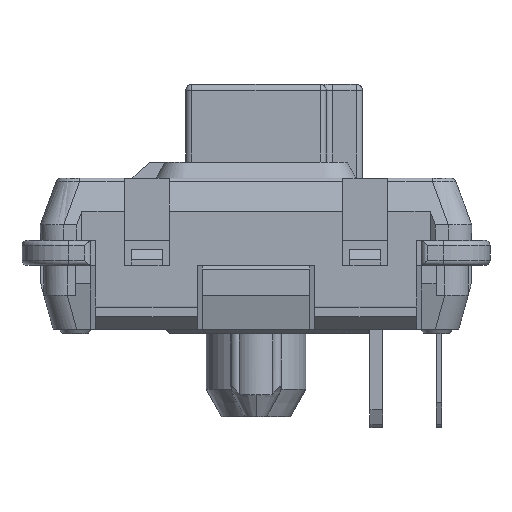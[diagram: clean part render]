
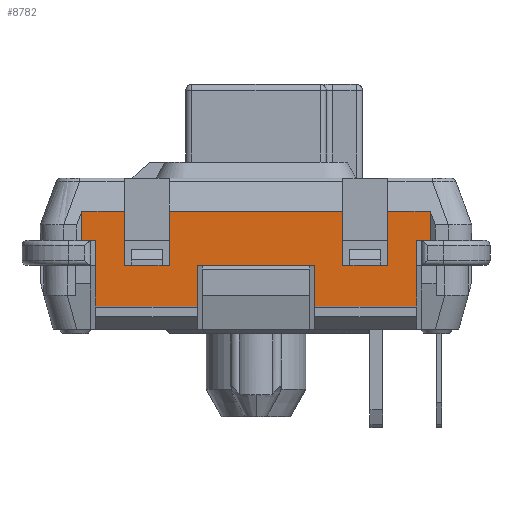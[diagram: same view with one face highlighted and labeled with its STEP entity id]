
A CAD part, left-side view. The second image highlights one B-rep face of the part: STEP entity #8782.
In plain terms, the highlighted planar face has unit normal (-1, 0, 0).
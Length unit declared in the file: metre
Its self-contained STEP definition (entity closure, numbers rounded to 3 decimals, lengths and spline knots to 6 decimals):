
#254=PLANE('',#9376);
#1398=ORIENTED_EDGE('',*,*,#3775,.F.);
#1399=ORIENTED_EDGE('',*,*,#3770,.F.);
#1400=ORIENTED_EDGE('',*,*,#3742,.T.);
#1401=ORIENTED_EDGE('',*,*,#3776,.F.);
#1402=ORIENTED_EDGE('',*,*,#3777,.T.);
#1403=ORIENTED_EDGE('',*,*,#3778,.F.);
#1404=ORIENTED_EDGE('',*,*,#3779,.F.);
#1405=ORIENTED_EDGE('',*,*,#3780,.F.);
#1406=ORIENTED_EDGE('',*,*,#3781,.T.);
#1407=ORIENTED_EDGE('',*,*,#3782,.F.);
#1408=ORIENTED_EDGE('',*,*,#3783,.F.);
#1409=ORIENTED_EDGE('',*,*,#3784,.F.);
#1410=ORIENTED_EDGE('',*,*,#3599,.T.);
#1411=ORIENTED_EDGE('',*,*,#3785,.F.);
#1412=ORIENTED_EDGE('',*,*,#3729,.T.);
#1413=ORIENTED_EDGE('',*,*,#3493,.F.);
#1414=ORIENTED_EDGE('',*,*,#3766,.F.);
#1415=ORIENTED_EDGE('',*,*,#3786,.F.);
#1416=ORIENTED_EDGE('',*,*,#3787,.T.);
#1417=ORIENTED_EDGE('',*,*,#3788,.F.);
#3493=EDGE_CURVE('',#4796,#4797,#5609,.T.);
#3599=EDGE_CURVE('',#4878,#4877,#5695,.T.);
#3729=EDGE_CURVE('',#4955,#4797,#5805,.T.);
#3742=EDGE_CURVE('',#4963,#4962,#5818,.T.);
#3766=EDGE_CURVE('',#4980,#4796,#5842,.T.);
#3770=EDGE_CURVE('',#4963,#4982,#5846,.T.);
#3775=EDGE_CURVE('',#4982,#4984,#5851,.T.);
#3776=EDGE_CURVE('',#4985,#4962,#5852,.T.);
#3777=EDGE_CURVE('',#4985,#4986,#5853,.T.);
#3778=EDGE_CURVE('',#4987,#4986,#5854,.T.);
#3779=EDGE_CURVE('',#4988,#4987,#5855,.T.);
#3780=EDGE_CURVE('',#4989,#4988,#5856,.T.);
#3781=EDGE_CURVE('',#4989,#4990,#5857,.T.);
#3782=EDGE_CURVE('',#4991,#4990,#5858,.T.);
#3783=EDGE_CURVE('',#4992,#4991,#5859,.T.);
#3784=EDGE_CURVE('',#4878,#4992,#5860,.T.);
#3785=EDGE_CURVE('',#4955,#4877,#5861,.T.);
#3786=EDGE_CURVE('',#4993,#4980,#5862,.T.);
#3787=EDGE_CURVE('',#4993,#4994,#5863,.T.);
#3788=EDGE_CURVE('',#4984,#4994,#5864,.T.);
#4796=VERTEX_POINT('',#12859);
#4797=VERTEX_POINT('',#12860);
#4877=VERTEX_POINT('',#13212);
#4878=VERTEX_POINT('',#13214);
#4955=VERTEX_POINT('',#13474);
#4962=VERTEX_POINT('',#13493);
#4963=VERTEX_POINT('',#13495);
#4980=VERTEX_POINT('',#13539);
#4982=VERTEX_POINT('',#13547);
#4984=VERTEX_POINT('',#13557);
#4985=VERTEX_POINT('',#13559);
#4986=VERTEX_POINT('',#13561);
#4987=VERTEX_POINT('',#13563);
#4988=VERTEX_POINT('',#13565);
#4989=VERTEX_POINT('',#13567);
#4990=VERTEX_POINT('',#13569);
#4991=VERTEX_POINT('',#13571);
#4992=VERTEX_POINT('',#13573);
#4993=VERTEX_POINT('',#13577);
#4994=VERTEX_POINT('',#13579);
#5609=LINE('',#12858,#6619);
#5695=LINE('',#13213,#6705);
#5805=LINE('',#13473,#6815);
#5818=LINE('',#13494,#6828);
#5842=LINE('',#13540,#6852);
#5846=LINE('',#13546,#6856);
#5851=LINE('',#13556,#6861);
#5852=LINE('',#13558,#6862);
#5853=LINE('',#13560,#6863);
#5854=LINE('',#13562,#6864);
#5855=LINE('',#13564,#6865);
#5856=LINE('',#13566,#6866);
#5857=LINE('',#13568,#6867);
#5858=LINE('',#13570,#6868);
#5859=LINE('',#13572,#6869);
#5860=LINE('',#13574,#6870);
#5861=LINE('',#13575,#6871);
#5862=LINE('',#13576,#6872);
#5863=LINE('',#13578,#6873);
#5864=LINE('',#13580,#6874);
#6619=VECTOR('',#10079,1.);
#6705=VECTOR('',#10227,1.);
#6815=VECTOR('',#10483,1.);
#6828=VECTOR('',#10496,1.);
#6852=VECTOR('',#10528,1.);
#6856=VECTOR('',#10534,1.);
#6861=VECTOR('',#10545,1.);
#6862=VECTOR('',#10546,1.);
#6863=VECTOR('',#10547,1.);
#6864=VECTOR('',#10548,1.);
#6865=VECTOR('',#10549,1.);
#6866=VECTOR('',#10550,1.);
#6867=VECTOR('',#10551,1.);
#6868=VECTOR('',#10552,1.);
#6869=VECTOR('',#10553,1.);
#6870=VECTOR('',#10554,1.);
#6871=VECTOR('',#10555,1.);
#6872=VECTOR('',#10556,1.);
#6873=VECTOR('',#10557,1.);
#6874=VECTOR('',#10558,1.);
#7654=EDGE_LOOP('',(#1398,#1399,#1400,#1401,#1402,#1403,#1404,#1405,#1406,
#1407,#1408,#1409,#1410,#1411,#1412,#1413,#1414,#1415,#1416,#1417));
#8172=FACE_BOUND('',#7654,.T.);
#8782=ADVANCED_FACE('',(#8172),#254,.T.);
#9376=AXIS2_PLACEMENT_3D('',#13555,#10543,#10544);
#10079=DIRECTION('',(0.,0.,1.));
#10227=DIRECTION('',(0.,1.,0.));
#10483=DIRECTION('',(0.,-1.,0.));
#10496=DIRECTION('',(0.,-1.,0.));
#10528=DIRECTION('',(0.,1.,0.));
#10534=DIRECTION('',(0.,0.,-1.));
#10543=DIRECTION('',(-1.,0.,0.));
#10544=DIRECTION('',(0.,0.,1.));
#10545=DIRECTION('',(0.,1.,0.));
#10546=DIRECTION('',(0.,0.,-1.));
#10547=DIRECTION('',(0.,1.,0.));
#10548=DIRECTION('',(0.,0.,1.));
#10549=DIRECTION('',(0.,-1.,0.));
#10550=DIRECTION('',(0.,0.,-1.));
#10551=DIRECTION('',(0.,1.,0.));
#10552=DIRECTION('',(0.,0.,1.));
#10553=DIRECTION('',(0.,-1.,0.));
#10554=DIRECTION('',(0.,0.,-1.));
#10555=DIRECTION('',(0.,0.,1.));
#10556=DIRECTION('',(0.,0.,-1.));
#10557=DIRECTION('',(0.,-1.,0.));
#10558=DIRECTION('',(0.,0.,1.));
#12858=CARTESIAN_POINT('',(-0.006749,0.005145,0.0008));
#12859=CARTESIAN_POINT('',(-0.006749,0.005145,-0.001304));
#12860=CARTESIAN_POINT('',(-0.006749,0.005145,0.0008));
#13212=CARTESIAN_POINT('',(-0.006749,0.005582,0.001742));
#13213=CARTESIAN_POINT('',(-0.006749,0.004902,0.001742));
#13214=CARTESIAN_POINT('',(-0.006749,0.004222,0.001742));
#13473=CARTESIAN_POINT('',(-0.006749,0.005582,0.0008));
#13474=CARTESIAN_POINT('',(-0.006749,0.005582,0.0008));
#13493=CARTESIAN_POINT('',(-0.006749,-0.005582,0.0008));
#13494=CARTESIAN_POINT('',(-0.006749,0.005582,0.0008));
#13495=CARTESIAN_POINT('',(-0.006749,-0.005145,0.0008));
#13539=CARTESIAN_POINT('',(-0.006749,0.001878,-0.001304));
#13540=CARTESIAN_POINT('',(-0.006749,0.005582,-0.001304));
#13546=CARTESIAN_POINT('',(-0.006749,-0.005145,-0.002054));
#13547=CARTESIAN_POINT('',(-0.006749,-0.005145,-0.001304));
#13555=CARTESIAN_POINT('',(-0.006749,0.005582,0.001742));
#13556=CARTESIAN_POINT('',(-0.006749,0.005582,-0.001304));
#13557=CARTESIAN_POINT('',(-0.006749,-0.001878,-0.001304));
#13558=CARTESIAN_POINT('',(-0.006749,-0.005582,0.001742));
#13559=CARTESIAN_POINT('',(-0.006749,-0.005582,0.001742));
#13560=CARTESIAN_POINT('',(-0.006749,-0.004902,0.001742));
#13561=CARTESIAN_POINT('',(-0.006749,-0.004222,0.001742));
#13562=CARTESIAN_POINT('',(-0.006749,-0.004222,0.0028));
#13563=CARTESIAN_POINT('',(-0.006749,-0.004222,0.));
#13564=CARTESIAN_POINT('',(-0.006749,0.001878,0.));
#13565=CARTESIAN_POINT('',(-0.006749,-0.002781,0.));
#13566=CARTESIAN_POINT('',(-0.006749,-0.002781,0.0028));
#13567=CARTESIAN_POINT('',(-0.006749,-0.002781,0.001742));
#13568=CARTESIAN_POINT('',(-0.006749,0.,0.001742));
#13569=CARTESIAN_POINT('',(-0.006749,0.002781,0.001742));
#13570=CARTESIAN_POINT('',(-0.006749,0.002781,0.0028));
#13571=CARTESIAN_POINT('',(-0.006749,0.002781,0.));
#13572=CARTESIAN_POINT('',(-0.006749,0.001878,0.));
#13573=CARTESIAN_POINT('',(-0.006749,0.004222,0.));
#13574=CARTESIAN_POINT('',(-0.006749,0.004222,0.0028));
#13575=CARTESIAN_POINT('',(-0.006749,0.005582,0.001742));
#13576=CARTESIAN_POINT('',(-0.006749,0.001878,0.));
#13577=CARTESIAN_POINT('',(-0.006749,0.001878,0.));
#13578=CARTESIAN_POINT('',(-0.006749,0.005582,0.));
#13579=CARTESIAN_POINT('',(-0.006749,-0.001878,0.));
#13580=CARTESIAN_POINT('',(-0.006749,-0.001878,0.));
